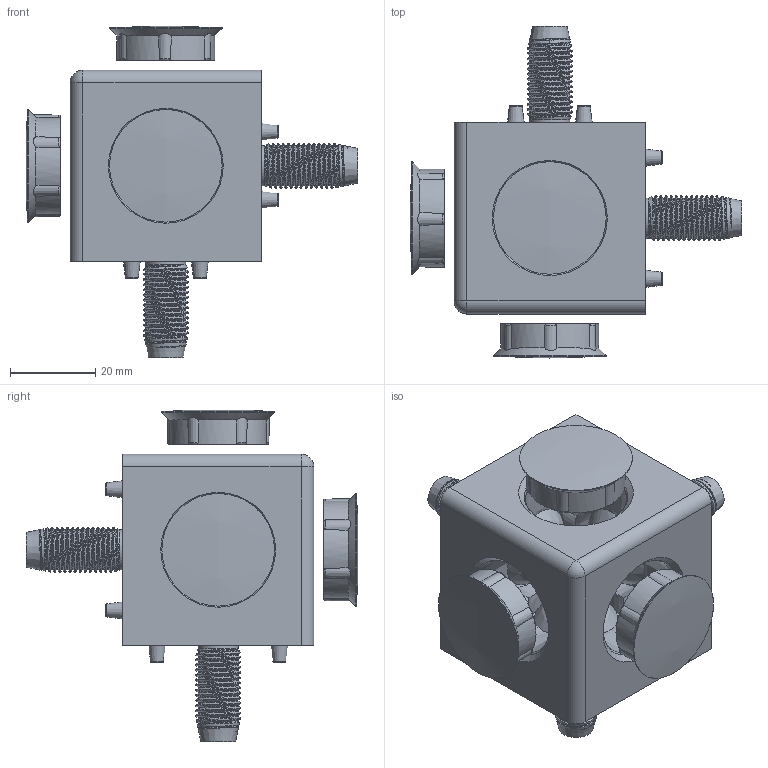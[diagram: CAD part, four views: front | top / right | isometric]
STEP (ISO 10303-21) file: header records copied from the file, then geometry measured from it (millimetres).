
FILE_DESCRIPTION(/* description */ (''),/* implementation_level */ '2;1');
FILE_NAME(/* name */ 'VB-3345_Würfelverbindersatz_3D45-10.stp',/* time_stamp */ '2020-07-21T11:35:00+02:00',/* author */ ('jmaun'),/* organization */ (''),/* preprocessor_version */ 'ST-DEVELOPER v17',/* originating_system */ 'Autodesk Inventor 2019',/* authorisation */ '');
FILE_SCHEMA (('AUTOMOTIVE_DESIGN { 1 0 10303 214 3 1 1 }'));
Length unit declared in the file: millimetre
Products named in the file (1): VB-3345_Würfelverbindersatz_3D45-10
Bounding box: 78.08 x 78.08 x 78.08 mm (x, y, z)
Volume: 69930.2 mm3; surface area: 28498.8 mm2
Topology: 7 solids, 7 shells, 470 faces, 1369 edges, 932 vertices
Faces by surface type: plane 195, cylinder 147, cone 72, torus 40, bspline 12, sphere 4
Full cylindrical faces by diameter (mm): 9.5 x3, 9.9 x3, 10.7 x33, 13 x3, 19.6 x3, 26.5 x3
Entity records: 29724 total; most frequent: CARTESIAN_POINT 17030, ORIENTED_EDGE 2736, DIRECTION 2406, EDGE_CURVE 1368, AXIS2_PLACEMENT_3D 945, VERTEX_POINT 932, LINE 516, VECTOR 516
